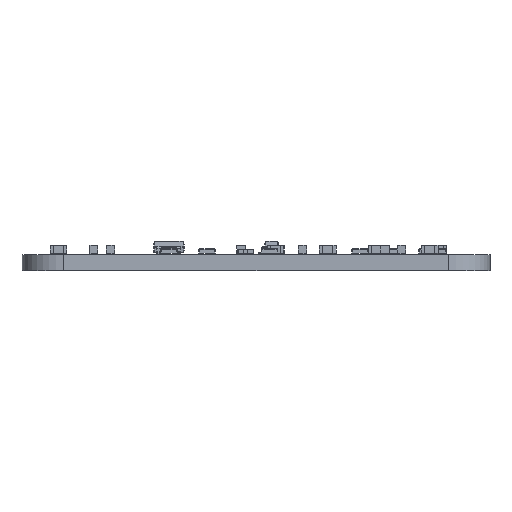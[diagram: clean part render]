
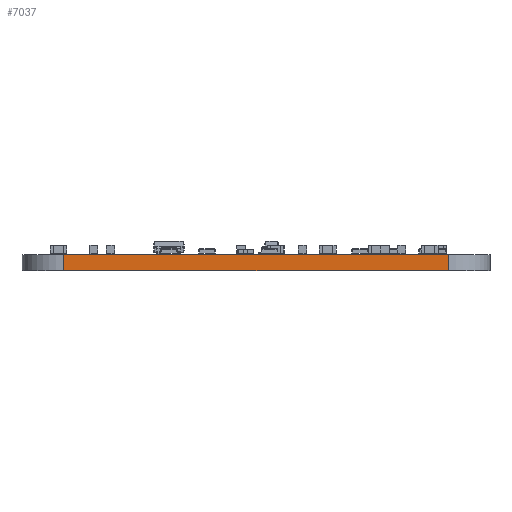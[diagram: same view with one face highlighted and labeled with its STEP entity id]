
A CAD part, left-side view. The second image highlights one B-rep face of the part: STEP entity #7037.
In plain terms, the highlighted planar face has unit normal (-1, 0, 0).
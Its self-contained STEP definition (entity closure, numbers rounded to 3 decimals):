
#6044 = VERTEX_POINT('',#6045);
#6045 = CARTESIAN_POINT('',(24.,-45.,0.));
#6052 = EDGE_CURVE('',#6053,#6044,#6055,.T.);
#6053 = VERTEX_POINT('',#6054);
#6054 = CARTESIAN_POINT('',(24.,-82.,0.));
#6055 = LINE('',#6056,#6057);
#6056 = CARTESIAN_POINT('',(24.,-82.,0.));
#6057 = VECTOR('',#6058,1.);
#6058 = DIRECTION('',(0.,1.,0.));
#6527 = VERTEX_POINT('',#6528);
#6528 = CARTESIAN_POINT('',(24.,-45.,1.57));
#6535 = EDGE_CURVE('',#6536,#6527,#6538,.T.);
#6536 = VERTEX_POINT('',#6537);
#6537 = CARTESIAN_POINT('',(24.,-82.,1.57));
#6538 = LINE('',#6539,#6540);
#6539 = CARTESIAN_POINT('',(24.,-82.,1.57));
#6540 = VECTOR('',#6541,1.);
#6541 = DIRECTION('',(0.,1.,0.));
#7007 = EDGE_CURVE('',#6044,#6527,#7008,.T.);
#7008 = LINE('',#7009,#7010);
#7009 = CARTESIAN_POINT('',(24.,-45.,0.));
#7010 = VECTOR('',#7011,1.);
#7011 = DIRECTION('',(0.,0.,1.));
#7037 = ADVANCED_FACE('',(#7038),#7049,.T.);
#7038 = FACE_BOUND('',#7039,.T.);
#7039 = EDGE_LOOP('',(#7040,#7046,#7047,#7048));
#7040 = ORIENTED_EDGE('',*,*,#7041,.T.);
#7041 = EDGE_CURVE('',#6053,#6536,#7042,.T.);
#7042 = LINE('',#7043,#7044);
#7043 = CARTESIAN_POINT('',(24.,-82.,0.));
#7044 = VECTOR('',#7045,1.);
#7045 = DIRECTION('',(0.,0.,1.));
#7046 = ORIENTED_EDGE('',*,*,#6535,.T.);
#7047 = ORIENTED_EDGE('',*,*,#7007,.F.);
#7048 = ORIENTED_EDGE('',*,*,#6052,.F.);
#7049 = PLANE('',#7050);
#7050 = AXIS2_PLACEMENT_3D('',#7051,#7052,#7053);
#7051 = CARTESIAN_POINT('',(24.,-82.,0.));
#7052 = DIRECTION('',(-1.,0.,0.));
#7053 = DIRECTION('',(0.,1.,0.));
